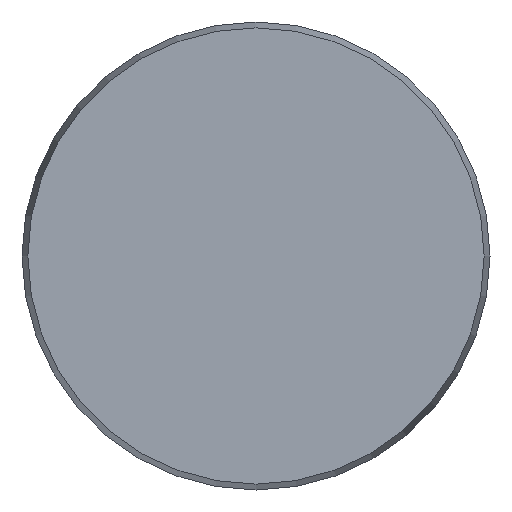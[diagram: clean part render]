
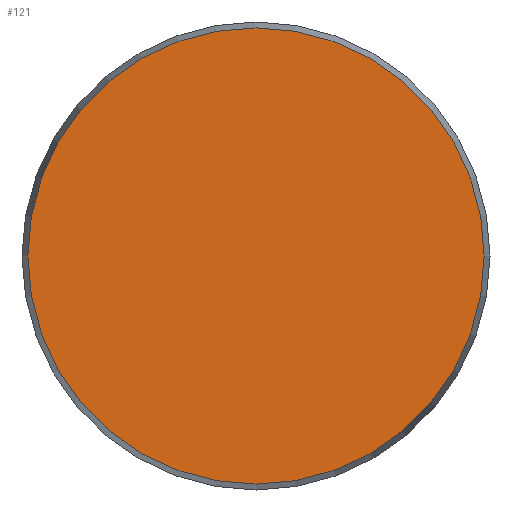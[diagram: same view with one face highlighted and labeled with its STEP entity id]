
A CAD part, front view. The second image highlights one B-rep face of the part: STEP entity #121.
In plain terms, the highlighted planar face has unit normal (0, -1, 0).
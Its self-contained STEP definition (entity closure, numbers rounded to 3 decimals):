
#121 = ADVANCED_FACE( '', ( #261 ), #262, .F. );
#261 = FACE_OUTER_BOUND( '', #450, .T. );
#262 = PLANE( '', #451 );
#450 = EDGE_LOOP( '', ( #707 ) );
#451 = AXIS2_PLACEMENT_3D( '', #708, #709, #710 );
#707 = ORIENTED_EDGE( '', *, *, #948, .T. );
#708 = CARTESIAN_POINT( '', ( 48.75, 0., 0. ) );
#709 = DIRECTION( '', ( 0., 1., 0. ) );
#710 = DIRECTION( '', ( 0., 0., 1. ) );
#948 = EDGE_CURVE( '', #1123, #1123, #1124, .T. );
#1123 = VERTEX_POINT( '', #1438 );
#1124 = CIRCLE( '', #1439, 48.75 );
#1438 = CARTESIAN_POINT( '', ( 0., 0., -48.75 ) );
#1439 = AXIS2_PLACEMENT_3D( '', #1645, #1646, #1647 );
#1645 = CARTESIAN_POINT( '', ( 0., 0., 0. ) );
#1646 = DIRECTION( '', ( 0., -1., 0. ) );
#1647 = DIRECTION( '', ( 0., 0., -1. ) );
